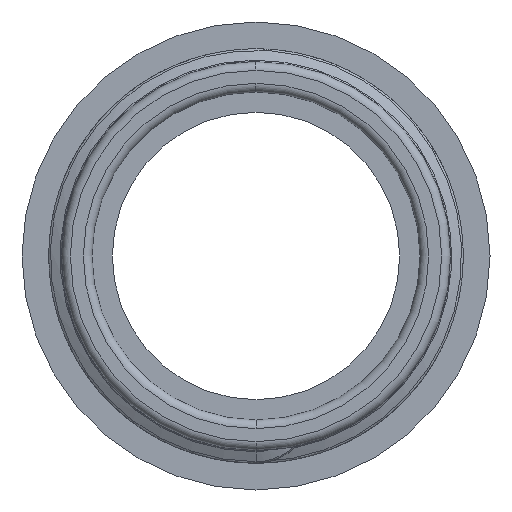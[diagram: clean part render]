
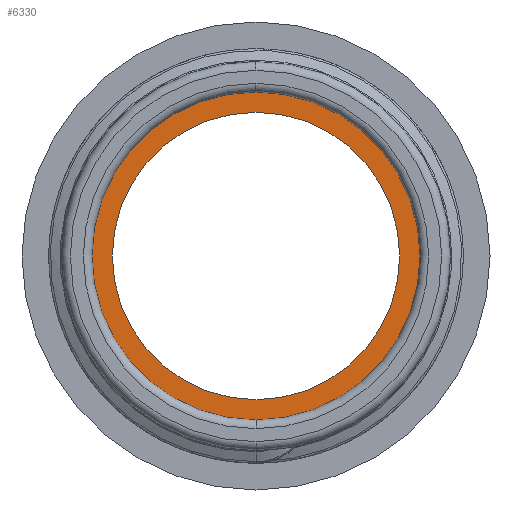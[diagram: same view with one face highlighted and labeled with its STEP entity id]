
A CAD part, left-side view. The second image highlights one B-rep face of the part: STEP entity #6330.
In plain terms, the highlighted planar face has unit normal (-1, 0, 0).
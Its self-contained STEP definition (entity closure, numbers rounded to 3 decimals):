
#397 = CARTESIAN_POINT ( 'NONE',  ( 13.3, 0., -16.575 ) ) ;
#401 = FACE_BOUND ( 'NONE', #9786, .T. ) ;
#402 = FACE_OUTER_BOUND ( 'NONE', #9762, .T. ) ;
#403 = PLANE ( 'NONE',  #2963 ) ;
#405 = DIRECTION ( 'NONE',  ( 1., 0., 0. ) ) ;
#406 = DIRECTION ( 'NONE',  ( 0., 0., -1. ) ) ;
#2674 = CIRCLE ( 'NONE', #2677, 16.575 ) ;
#2677 = AXIS2_PLACEMENT_3D ( 'NONE', #10309, #10310, #10311 ) ;
#2678 = CIRCLE ( 'NONE', #2687, 18.925 ) ;
#2687 = AXIS2_PLACEMENT_3D ( 'NONE', #10442, #10443, #10444 ) ;
#2796 = CIRCLE ( 'NONE', #2798, 18.925 ) ;
#2798 = AXIS2_PLACEMENT_3D ( 'NONE', #6018, #6019, #6020 ) ;
#2805 = CIRCLE ( 'NONE', #2807, 16.575 ) ;
#2807 = AXIS2_PLACEMENT_3D ( 'NONE', #6035, #6036, #6037 ) ;
#2963 = AXIS2_PLACEMENT_3D ( 'NONE', #397, #405, #406 ) ;
#3222 = VERTEX_POINT ( 'NONE', #6754 ) ;
#3225 = VERTEX_POINT ( 'NONE', #6757 ) ;
#3226 = VERTEX_POINT ( 'NONE', #6758 ) ;
#3229 = VERTEX_POINT ( 'NONE', #6761 ) ;
#6018 = CARTESIAN_POINT ( 'NONE',  ( 13.3, 0., 0. ) ) ;
#6019 = DIRECTION ( 'NONE',  ( -1., 0., 0. ) ) ;
#6020 = DIRECTION ( 'NONE',  ( 0., 0., 1. ) ) ;
#6035 = CARTESIAN_POINT ( 'NONE',  ( 13.3, 0., 0. ) ) ;
#6036 = DIRECTION ( 'NONE',  ( -1., 0., 0. ) ) ;
#6037 = DIRECTION ( 'NONE',  ( 0., 0., 1. ) ) ;
#6330 = ADVANCED_FACE ( 'NONE', ( #401, #402 ), #403, .F. ) ;
#6500 = ORIENTED_EDGE ( 'NONE', *, *, #9395, .F. ) ;
#6501 = ORIENTED_EDGE ( 'NONE', *, *, #9592, .F. ) ;
#6502 = ORIENTED_EDGE ( 'NONE', *, *, #9405, .T. ) ;
#6503 = ORIENTED_EDGE ( 'NONE', *, *, #9586, .T. ) ;
#6754 = CARTESIAN_POINT ( 'NONE',  ( 13.3, 0., -16.575 ) ) ;
#6757 = CARTESIAN_POINT ( 'NONE',  ( 13.3, 0., 16.575 ) ) ;
#6758 = CARTESIAN_POINT ( 'NONE',  ( 13.3, 0., -18.925 ) ) ;
#6761 = CARTESIAN_POINT ( 'NONE',  ( 13.3, 0., 18.925 ) ) ;
#9395 = EDGE_CURVE ( 'NONE', #3225, #3222, #2674, .T. ) ;
#9405 = EDGE_CURVE ( 'NONE', #3229, #3226, #2678, .T. ) ;
#9586 = EDGE_CURVE ( 'NONE', #3226, #3229, #2796, .T. ) ;
#9592 = EDGE_CURVE ( 'NONE', #3222, #3225, #2805, .T. ) ;
#9762 = EDGE_LOOP ( 'NONE', ( #6502, #6503 ) ) ;
#9786 = EDGE_LOOP ( 'NONE', ( #6500, #6501 ) ) ;
#10309 = CARTESIAN_POINT ( 'NONE',  ( 13.3, 0., 0. ) ) ;
#10310 = DIRECTION ( 'NONE',  ( -1., 0., 0. ) ) ;
#10311 = DIRECTION ( 'NONE',  ( 0., 0., 1. ) ) ;
#10442 = CARTESIAN_POINT ( 'NONE',  ( 13.3, 0., 0. ) ) ;
#10443 = DIRECTION ( 'NONE',  ( -1., 0., 0. ) ) ;
#10444 = DIRECTION ( 'NONE',  ( 0., 0., 1. ) ) ;
